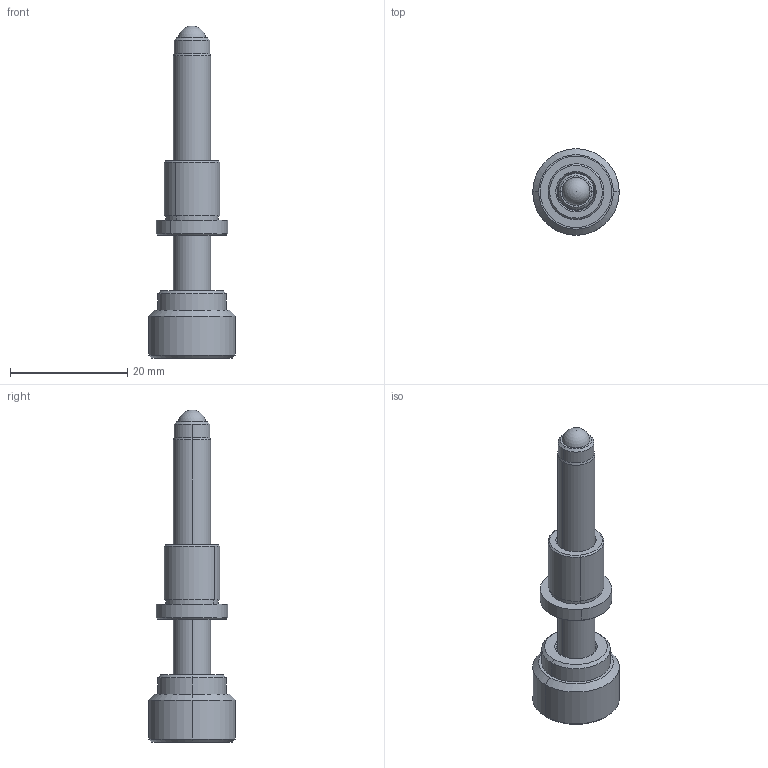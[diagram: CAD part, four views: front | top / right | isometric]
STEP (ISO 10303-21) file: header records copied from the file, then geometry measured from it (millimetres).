
FILE_DESCRIPTION (( 'STEP AP214' ), '1' );
FILE_NAME ('TTN192477-E0W.STEP', '2019-08-08T11:46:55', ( '' ), ( '' ), 'SwSTEP 2.0', 'SolidWorks 2018', '' );
FILE_SCHEMA (( 'AUTOMOTIVE_DESIGN' ));
Length unit declared in the file: inch
Products named in the file (1): TTN192477-E0W
Bounding box: 14.73 x 14.73 x 56.52 mm (x, y, z)
Volume: 3550.3 mm3; surface area: 2910.6 mm2
Topology: 4 solids, 4 shells, 265 faces, 660 edges, 427 vertices
Faces by surface type: plane 139, bspline 59, cylinder 37, cone 28, sphere 2
Entity records: 11604 total; most frequent: CARTESIAN_POINT 2112, ORIENTED_EDGE 1308, DIRECTION 1050, EDGE_CURVE 654, LINE 436, VECTOR 436, VERTEX_POINT 425, AXIS2_PLACEMENT_3D 307
